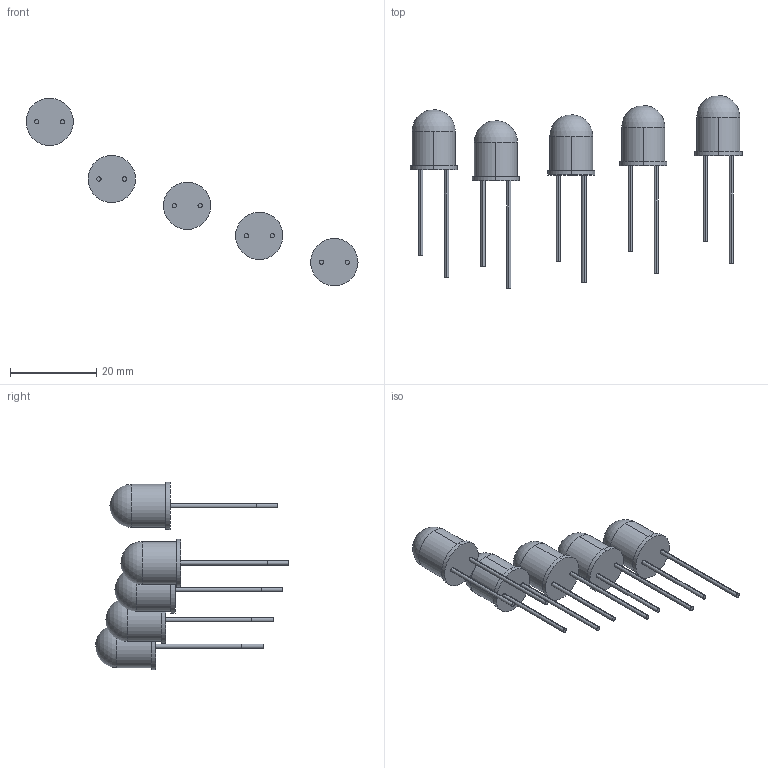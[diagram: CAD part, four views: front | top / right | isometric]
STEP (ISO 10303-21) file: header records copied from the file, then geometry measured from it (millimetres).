
FILE_DESCRIPTION (( 'STEP AP203' ), '1' );
FILE_NAME ('Ledsall.STEP', '2017-10-17T15:16:27', ( '' ), ( '' ), 'SwSTEP 2.0', 'SolidWorks 2017', '' );
FILE_SCHEMA (( 'CONFIG_CONTROL_DESIGN' ));
Length unit declared in the file: millimetre
Products named in the file (6): Ledsall; Led grande transparente; Led grande Amarillo; Led grande Azul; Led grande verde; Led grande Rojo
Assembly tree (5 placements, depth 2):
  Ledsall
    Led grande Amarillo
    Led grande Azul
    Led grande Rojo
    Led grande transparente
    Led grande verde
Bounding box: 77.14 x 44.86 x 43.61 mm (x, y, z)
Volume: 5102.5 mm3; surface area: 3479.3 mm2
Topology: 5 solids, 5 shells, 65 faces, 135 edges, 90 vertices
Faces by surface type: cylinder 40, plane 20, sphere 5
Entity records: 2286 total; most frequent: DIRECTION 346, CARTESIAN_POINT 273, ORIENTED_EDGE 240, AXIS2_PLACEMENT_3D 153, EDGE_CURVE 120, VERTEX_POINT 80, CIRCLE 80, EDGE_LOOP 80
